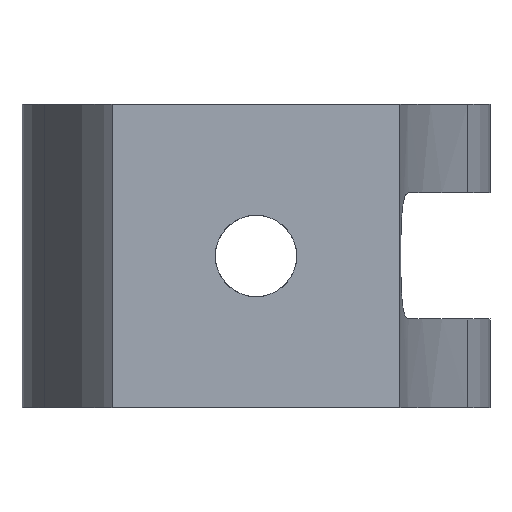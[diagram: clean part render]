
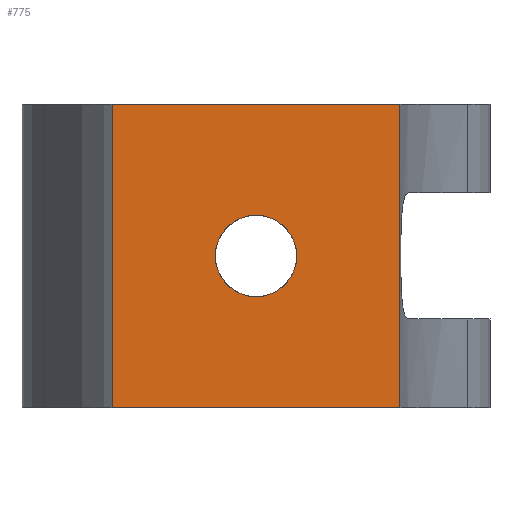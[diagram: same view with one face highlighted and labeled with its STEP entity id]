
A CAD part, left-side view. The second image highlights one B-rep face of the part: STEP entity #775.
In plain terms, the highlighted planar face has unit normal (-1, 0, 0).
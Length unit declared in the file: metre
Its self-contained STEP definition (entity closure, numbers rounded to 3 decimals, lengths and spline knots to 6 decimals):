
#56=CIRCLE('',#861,0.00113);
#207=ORIENTED_EDGE('',*,*,#417,.F.);
#208=ORIENTED_EDGE('',*,*,#406,.T.);
#209=ORIENTED_EDGE('',*,*,#418,.F.);
#210=ORIENTED_EDGE('',*,*,#396,.F.);
#211=ORIENTED_EDGE('',*,*,#416,.T.);
#396=EDGE_CURVE('',#509,#510,#559,.T.);
#406=EDGE_CURVE('',#517,#516,#567,.T.);
#416=EDGE_CURVE('',#509,#517,#574,.T.);
#417=EDGE_CURVE('',#521,#521,#56,.T.);
#418=EDGE_CURVE('',#510,#516,#575,.T.);
#509=VERTEX_POINT('',#1272);
#510=VERTEX_POINT('',#1274);
#516=VERTEX_POINT('',#1290);
#517=VERTEX_POINT('',#1292);
#521=VERTEX_POINT('',#1313);
#559=LINE('',#1273,#605);
#567=LINE('',#1291,#613);
#574=LINE('',#1310,#620);
#575=LINE('',#1314,#621);
#605=VECTOR('',#990,1.);
#613=VECTOR('',#1004,1.);
#620=VECTOR('',#1027,1.);
#621=VECTOR('',#1032,1.);
#652=EDGE_LOOP('',(#207));
#653=EDGE_LOOP('',(#208,#209,#210,#211));
#708=FACE_BOUND('',#652,.T.);
#709=FACE_BOUND('',#653,.T.);
#754=PLANE('',#860);
#775=ADVANCED_FACE('',(#708,#709),#754,.F.);
#860=AXIS2_PLACEMENT_3D('',#1311,#1028,#1029);
#861=AXIS2_PLACEMENT_3D('',#1312,#1030,#1031);
#990=DIRECTION('',(0.,-1.,0.));
#1004=DIRECTION('',(0.,-1.,0.));
#1027=DIRECTION('',(0.,0.,-1.));
#1028=DIRECTION('',(1.,0.,0.));
#1029=DIRECTION('',(0.,0.,-1.));
#1030=DIRECTION('',(-1.,0.,0.));
#1031=DIRECTION('',(0.,0.,1.));
#1032=DIRECTION('',(0.,0.,-1.));
#1272=CARTESIAN_POINT('',(-0.01521,0.004,0.00421));
#1273=CARTESIAN_POINT('',(-0.01521,0.004,0.00421));
#1274=CARTESIAN_POINT('',(-0.01521,-0.004,0.00421));
#1290=CARTESIAN_POINT('',(-0.01521,-0.004,-0.00421));
#1291=CARTESIAN_POINT('',(-0.01521,0.004,-0.00421));
#1292=CARTESIAN_POINT('',(-0.01521,0.004,-0.00421));
#1310=CARTESIAN_POINT('',(-0.01521,0.004,0.00421));
#1311=CARTESIAN_POINT('',(-0.01521,0.004,0.00421));
#1312=CARTESIAN_POINT('',(-0.01521,0.,0.));
#1313=CARTESIAN_POINT('',(-0.01521,0.,0.00113));
#1314=CARTESIAN_POINT('',(-0.01521,-0.004,0.00421));
